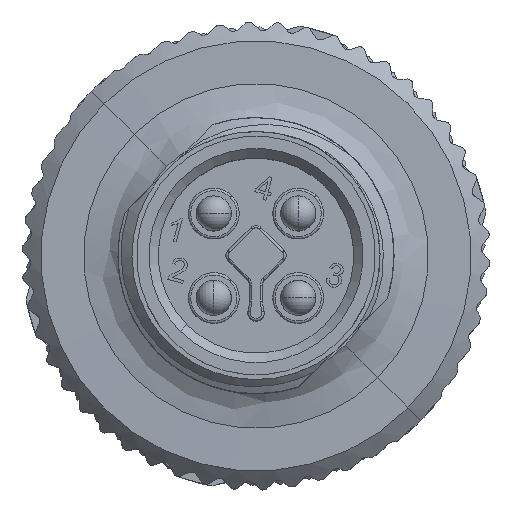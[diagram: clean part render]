
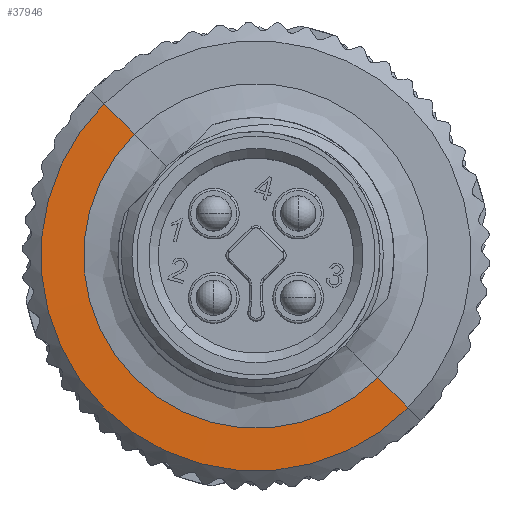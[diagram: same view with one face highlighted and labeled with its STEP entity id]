
A CAD part, top view. The second image highlights one B-rep face of the part: STEP entity #37946.
In plain terms, the highlighted conical face has half-angle 89.372 degrees and reference radius 9.19 mm.
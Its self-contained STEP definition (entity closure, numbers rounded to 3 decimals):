
#109 = DIRECTION ( 'NONE',  ( 0.707, -0.707, -0.011 ) ) ;
#457 = VECTOR ( 'NONE', #50772, 1000. ) ;
#5110 = VERTEX_POINT ( 'NONE', #42855 ) ;
#9105 = CONICAL_SURFACE ( 'NONE', #33466, 9.19, 1.56 ) ;
#9186 = EDGE_CURVE ( 'NONE', #33869, #13777, #22555, .T. ) ;
#9369 = AXIS2_PLACEMENT_3D ( 'NONE', #42974, #42802, #42640 ) ;
#11691 = EDGE_CURVE ( 'NONE', #5110, #40791, #22409, .T. ) ;
#13777 = VERTEX_POINT ( 'NONE', #46767 ) ;
#15433 = DIRECTION ( 'NONE',  ( 0.707, -0.707, 0. ) ) ;
#20194 = ORIENTED_EDGE ( 'NONE', *, *, #11691, .T. ) ;
#21673 = LINE ( 'NONE', #46866, #457 ) ;
#22409 = CIRCLE ( 'NONE', #9369, 7.365 ) ;
#22555 = CIRCLE ( 'NONE', #33919, 9.19 ) ;
#26011 = LINE ( 'NONE', #28165, #36398 ) ;
#27104 = CARTESIAN_POINT ( 'NONE',  ( -7.951, 4.013, 68.737 ) ) ;
#28165 = CARTESIAN_POINT ( 'NONE',  ( 5.046, -8.983, 68.737 ) ) ;
#30738 = ORIENTED_EDGE ( 'NONE', *, *, #32185, .T. ) ;
#32185 = EDGE_CURVE ( 'NONE', #40791, #33869, #21673, .T. ) ;
#32307 = ORIENTED_EDGE ( 'NONE', *, *, #37743, .F. ) ;
#33198 = EDGE_LOOP ( 'NONE', ( #20194, #30738, #48080, #32307 ) ) ;
#33466 = AXIS2_PLACEMENT_3D ( 'NONE', #43044, #39105, #15433 ) ;
#33869 = VERTEX_POINT ( 'NONE', #27104 ) ;
#33901 = CARTESIAN_POINT ( 'NONE',  ( -6.661, 2.723, 68.757 ) ) ;
#33919 = AXIS2_PLACEMENT_3D ( 'NONE', #49329, #49266, #49259 ) ;
#36398 = VECTOR ( 'NONE', #109, 1000. ) ;
#37743 = EDGE_CURVE ( 'NONE', #5110, #13777, #26011, .T. ) ;
#37946 = ADVANCED_FACE ( 'NONE', ( #51086 ), #9105, .T. ) ;
#39105 = DIRECTION ( 'NONE',  ( 0., 0., -1. ) ) ;
#40791 = VERTEX_POINT ( 'NONE', #33901 ) ;
#42640 = DIRECTION ( 'NONE',  ( 0.707, -0.707, 0. ) ) ;
#42802 = DIRECTION ( 'NONE',  ( 0., 0., -1. ) ) ;
#42855 = CARTESIAN_POINT ( 'NONE',  ( 3.755, -7.693, 68.757 ) ) ;
#42974 = CARTESIAN_POINT ( 'NONE',  ( -1.453, -2.485, 68.757 ) ) ;
#43044 = CARTESIAN_POINT ( 'NONE',  ( -1.453, -2.485, 68.737 ) ) ;
#46767 = CARTESIAN_POINT ( 'NONE',  ( 5.046, -8.983, 68.737 ) ) ;
#46866 = CARTESIAN_POINT ( 'NONE',  ( -7.951, 4.013, 68.737 ) ) ;
#48080 = ORIENTED_EDGE ( 'NONE', *, *, #9186, .T. ) ;
#49259 = DIRECTION ( 'NONE',  ( -0.707, 0.707, 0. ) ) ;
#49266 = DIRECTION ( 'NONE',  ( 0., 0., 1. ) ) ;
#49329 = CARTESIAN_POINT ( 'NONE',  ( -1.453, -2.485, 68.737 ) ) ;
#50772 = DIRECTION ( 'NONE',  ( -0.707, 0.707, -0.011 ) ) ;
#51086 = FACE_OUTER_BOUND ( 'NONE', #33198, .T. ) ;
